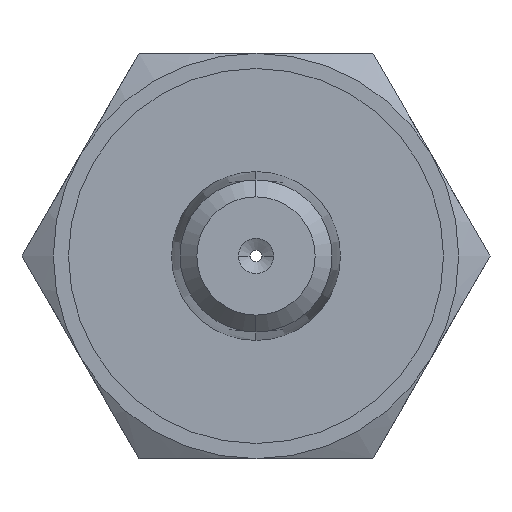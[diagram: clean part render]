
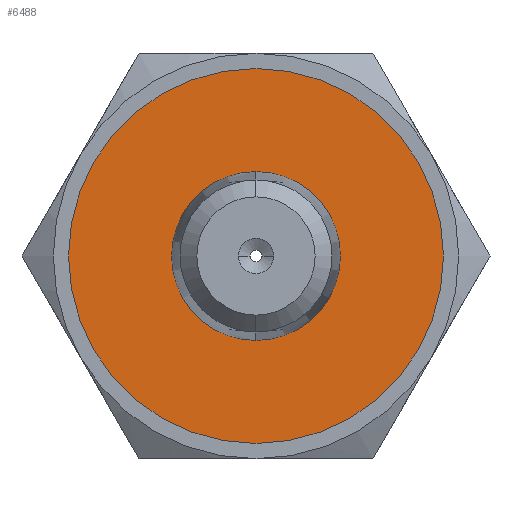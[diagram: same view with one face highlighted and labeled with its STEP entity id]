
A CAD part, front view. The second image highlights one B-rep face of the part: STEP entity #6488.
In plain terms, the highlighted planar face has unit normal (0, -1, 0).
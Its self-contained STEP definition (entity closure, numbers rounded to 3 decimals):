
#2469 = CIRCLE ( 'NONE', #7179, 5. ) ;
#2884 = CARTESIAN_POINT ( 'NONE',  ( 0., 0., 5. ) ) ;
#2949 = DIRECTION ( 'NONE',  ( 0., 1., 0. ) ) ;
#4050 = DIRECTION ( 'NONE',  ( 0., 0., -1. ) ) ;
#4959 = CARTESIAN_POINT ( 'NONE',  ( 20., 0., 0. ) ) ;
#5075 = AXIS2_PLACEMENT_3D ( 'NONE', #12410, #5411, #10283 ) ;
#5411 = DIRECTION ( 'NONE',  ( 0., 1., 0. ) ) ;
#6139 = AXIS2_PLACEMENT_3D ( 'NONE', #8402, #2949, #10095 ) ;
#6324 = CARTESIAN_POINT ( 'NONE',  ( 0., 0., -5. ) ) ;
#6488 = ADVANCED_FACE ( 'NONE', ( #10276, #18465 ), #10178, .T. ) ;
#6510 = VERTEX_POINT ( 'NONE', #6324 ) ;
#6792 = EDGE_LOOP ( 'NONE', ( #13268, #8164 ) ) ;
#7179 = AXIS2_PLACEMENT_3D ( 'NONE', #21624, #18275, #9543 ) ;
#8164 = ORIENTED_EDGE ( 'NONE', *, *, #12612, .F. ) ;
#8358 = CIRCLE ( 'NONE', #5075, 5. ) ;
#8402 = CARTESIAN_POINT ( 'NONE',  ( 0., 0., 0. ) ) ;
#9543 = DIRECTION ( 'NONE',  ( 0., 0., 1. ) ) ;
#10095 = DIRECTION ( 'NONE',  ( 0., 0., -1. ) ) ;
#10178 = PLANE ( 'NONE',  #20054 ) ;
#10236 = ORIENTED_EDGE ( 'NONE', *, *, #11114, .T. ) ;
#10276 = FACE_OUTER_BOUND ( 'NONE', #6792, .T. ) ;
#10283 = DIRECTION ( 'NONE',  ( 0., 0., 1. ) ) ;
#10756 = EDGE_CURVE ( 'NONE', #13848, #6510, #2469, .T. ) ;
#10919 = CARTESIAN_POINT ( 'NONE',  ( 0., 0., 11.1 ) ) ;
#11114 = EDGE_CURVE ( 'NONE', #6510, #13848, #8358, .T. ) ;
#11258 = EDGE_CURVE ( 'NONE', #12874, #17935, #20692, .T. ) ;
#11620 = DIRECTION ( 'NONE',  ( 0., -1., 0. ) ) ;
#11905 = CIRCLE ( 'NONE', #6139, 11.1 ) ;
#12410 = CARTESIAN_POINT ( 'NONE',  ( 0., 0., 0. ) ) ;
#12612 = EDGE_CURVE ( 'NONE', #17935, #12874, #11905, .T. ) ;
#12760 = ORIENTED_EDGE ( 'NONE', *, *, #10756, .T. ) ;
#12874 = VERTEX_POINT ( 'NONE', #10919 ) ;
#13268 = ORIENTED_EDGE ( 'NONE', *, *, #11258, .F. ) ;
#13848 = VERTEX_POINT ( 'NONE', #2884 ) ;
#14483 = CARTESIAN_POINT ( 'NONE',  ( 0., 0., 0. ) ) ;
#17391 = AXIS2_PLACEMENT_3D ( 'NONE', #14483, #21217, #4050 ) ;
#17530 = EDGE_LOOP ( 'NONE', ( #12760, #10236 ) ) ;
#17935 = VERTEX_POINT ( 'NONE', #18423 ) ;
#18275 = DIRECTION ( 'NONE',  ( 0., 1., 0. ) ) ;
#18423 = CARTESIAN_POINT ( 'NONE',  ( 0., 0., -11.1 ) ) ;
#18465 = FACE_BOUND ( 'NONE', #17530, .T. ) ;
#20054 = AXIS2_PLACEMENT_3D ( 'NONE', #4959, #11620, #20425 ) ;
#20425 = DIRECTION ( 'NONE',  ( 0., 0., -1. ) ) ;
#20692 = CIRCLE ( 'NONE', #17391, 11.1 ) ;
#21217 = DIRECTION ( 'NONE',  ( 0., 1., 0. ) ) ;
#21624 = CARTESIAN_POINT ( 'NONE',  ( 0., 0., 0. ) ) ;
